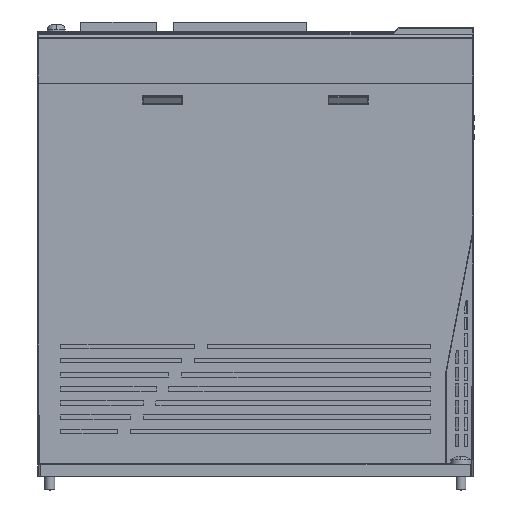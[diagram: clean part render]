
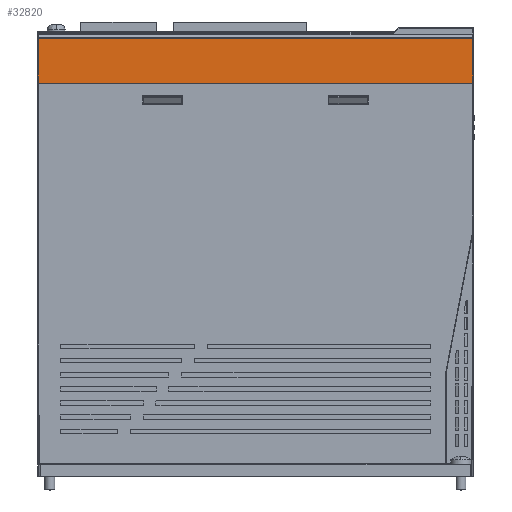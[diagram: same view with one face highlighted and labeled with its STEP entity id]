
A CAD part, front view. The second image highlights one B-rep face of the part: STEP entity #32820.
In plain terms, the highlighted planar face has unit normal (0, -1, 0).
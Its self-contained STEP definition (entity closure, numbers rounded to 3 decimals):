
#4153=PLANE('',#214876);
#32820=ADVANCED_FACE('',(#40286),#4153,.T.);
#40286=FACE_OUTER_BOUND('',#48174,.T.);
#48174=EDGE_LOOP('',(#75045,#75046,#75047,#75048));
#75045=ORIENTED_EDGE('',*,*,#114566,.T.);
#75046=ORIENTED_EDGE('',*,*,#114564,.F.);
#75047=ORIENTED_EDGE('',*,*,#114565,.F.);
#75048=ORIENTED_EDGE('',*,*,#114567,.T.);
#114564=EDGE_CURVE('',#193601,#193602,#156712,.T.);
#114565=EDGE_CURVE('',#193603,#193601,#156713,.T.);
#114566=EDGE_CURVE('',#193604,#193602,#156714,.T.);
#114567=EDGE_CURVE('',#193603,#193604,#156715,.T.);
#156712=B_SPLINE_CURVE_WITH_KNOTS('',1,(#349146,#349147),.UNSPECIFIED.,
 .F.,.F.,(2,2),(0.,169.),.UNSPECIFIED.);
#156713=B_SPLINE_CURVE_WITH_KNOTS('',1,(#349148,#349149),.UNSPECIFIED.,
 .F.,.F.,(2,2),(-17.5,0.),.UNSPECIFIED.);
#156714=B_SPLINE_CURVE_WITH_KNOTS('',1,(#349150,#349151),.UNSPECIFIED.,
 .F.,.F.,(2,2),(-17.5,0.),.UNSPECIFIED.);
#156715=B_SPLINE_CURVE_WITH_KNOTS('',1,(#349152,#349153),.UNSPECIFIED.,
 .F.,.F.,(2,2),(-169.,0.),.UNSPECIFIED.);
#193601=VERTEX_POINT('',#349142);
#193602=VERTEX_POINT('',#349143);
#193603=VERTEX_POINT('',#349144);
#193604=VERTEX_POINT('',#349145);
#214876=AXIS2_PLACEMENT_3D('',#349141,#219729,$);
#219729=DIRECTION('',(0.,-1.,0.));
#349141=CARTESIAN_POINT('',(-196.545,62.216,-12.81));
#349142=CARTESIAN_POINT('',(-213.505,62.216,-11.));
#349143=CARTESIAN_POINT('',(-382.505,62.216,-11.));
#349144=CARTESIAN_POINT('',(-213.505,62.216,6.5));
#349145=CARTESIAN_POINT('',(-382.505,62.216,6.5));
#349146=CARTESIAN_POINT('',(-213.505,62.216,-11.));
#349147=CARTESIAN_POINT('',(-382.505,62.216,-11.));
#349148=CARTESIAN_POINT('',(-213.505,62.216,6.5));
#349149=CARTESIAN_POINT('',(-213.505,62.216,-11.));
#349150=CARTESIAN_POINT('',(-382.505,62.216,6.5));
#349151=CARTESIAN_POINT('',(-382.505,62.216,-11.));
#349152=CARTESIAN_POINT('',(-213.505,62.216,6.5));
#349153=CARTESIAN_POINT('',(-382.505,62.216,6.5));
